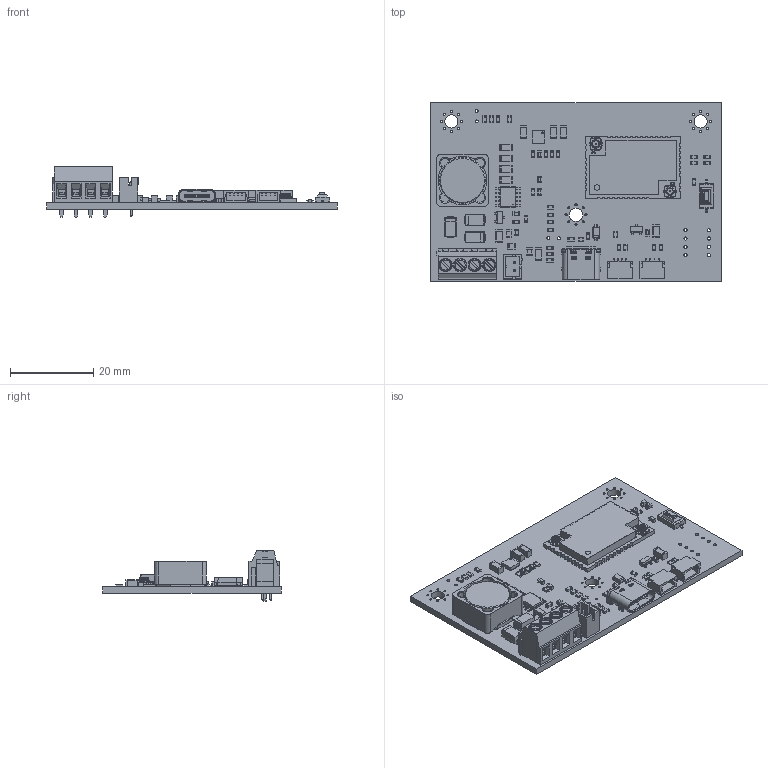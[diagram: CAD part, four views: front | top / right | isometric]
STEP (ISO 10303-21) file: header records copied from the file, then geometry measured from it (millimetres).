
FILE_DESCRIPTION(('KiCad electronic assembly'),'2;1');
FILE_NAME('solar-node-revC.step','2024-11-05T13:17:36',('Pcbnew'),( 'Kicad'),'Open CASCADE STEP processor 7.6','KiCad to STEP converter' ,'Unknown');
FILE_SCHEMA(('AUTOMOTIVE_DESIGN { 1 0 10303 214 1 1 1 1 }'));
Length unit declared in the file: millimetre
Products named in the file (45): solar-node-revC 1; C_1206_3216Metric; R_0603_1608Metric; Fuse_0805_2012Metric; C_0603_1608Metric; SM04B-SRSS-TB; SM04B-SRSS; SOT-23; SOT_23; SSOP-10_3.9x4.9mm_P1.00mm; SSOP_10_39x49mm_P100mm; HRO_TYPE-C-31-M-12; ConPins; PcbPins; Mold; Frame; R_1206_3216Metric; LED_0603_1608Metric; D_SMA; D_SOD-123; D_SOD_123; TerminalBlock-01x04-3.5mm; PCB Terminal Block 4 DEG381-3.5; TPS63000DRCRG4; DRC10; JST_PH_B2B-PH-K_1x02_P2.00mm_Vertical; JST_B2B_PH_K; RAK4630; User Library-RAK4630; SW_SPST_CK_RS282G05A3; C_0805_2012Metric; Texas_DRT-3; DRT_3; srr1260-120m; solar-node-revC_PCB
Assembly tree (90 placements, depth 3):
  solar-node-revC 1
    C_1206_3216Metric  x6
      C_1206_3216Metric
    R_0603_1608Metric  x26
      R_0603_1608Metric
    Fuse_0805_2012Metric
      Fuse_0805_2012Metric
    C_0603_1608Metric  x7
      C_0603_1608Metric
    SM04B-SRSS-TB  x2
      SM04B-SRSS
    SOT-23  x2
      SOT_23
    SSOP-10_3.9x4.9mm_P1.00mm
      SSOP_10_39x49mm_P100mm
    HRO_TYPE-C-31-M-12
      ConPins
      PcbPins
      Mold
      Frame
    R_1206_3216Metric  x4
      R_1206_3216Metric
    LED_0603_1608Metric  x3
      LED_0603_1608Metric
    D_SMA  x3
      D_SMA
    D_SOD-123
      D_SOD_123
    TerminalBlock-01x04-3.5mm
      PCB Terminal Block 4 DEG381-3.5
    TPS63000DRCRG4
      DRC10
    JST_PH_B2B-PH-K_1x02_P2.00mm_Vertical
      JST_B2B_PH_K
    RAK4630
      User Library-RAK4630
    SW_SPST_CK_RS282G05A3
      SW_SPST_CK_RS282G05A3
    C_0805_2012Metric  x2
      C_0805_2012Metric
    Texas_DRT-3
      DRT_3
    srr1260-120m
      srr1260-120m
    solar-node-revC_PCB
Bounding box: 70 x 43 x 12.2 mm (x, y, z)
Volume: 7082 mm3; surface area: 12907.7 mm2
Topology: 111 solids, 111 shells, 4046 faces, 10476 edges, 6708 vertices
Faces by surface type: plane 2732, cylinder 987, bspline 171, torus 90, sphere 32, cone 18, revolution 16
Full cylindrical faces by diameter (mm): 0.2 x5, 0.5 x26, 0.65 x2, 0.7 x4, 0.75 x10, 1.2 x4, 1.25 x4, 1.6 x4, 2 x4, 2.95 x4, 3.2 x7
Entity records: 87809 total; most frequent: CARTESIAN_POINT 14842, ORIENTED_EDGE 13548, DIRECTION 13204, EDGE_CURVE 6774, LINE 5188, VECTOR 5188, VERTEX_POINT 4324, AXIS2_PLACEMENT_3D 4000
